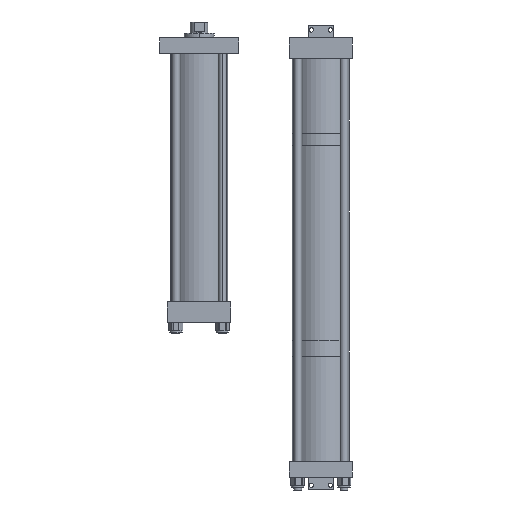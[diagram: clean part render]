
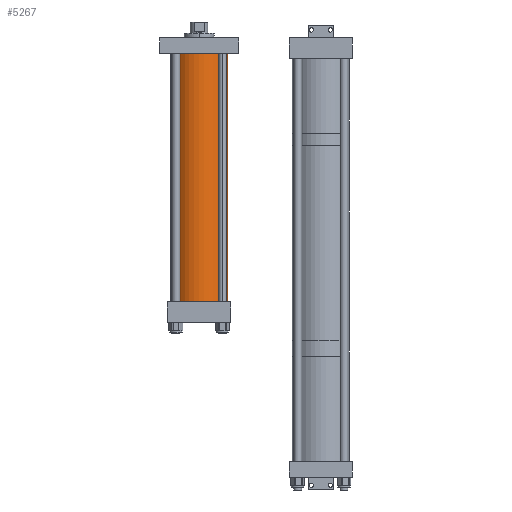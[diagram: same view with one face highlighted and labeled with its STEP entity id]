
A CAD part, front view. The second image highlights one B-rep face of the part: STEP entity #5267.
In plain terms, the highlighted cylindrical face has radius 57.15 mm (diameter 114.3 mm), a partial arc.
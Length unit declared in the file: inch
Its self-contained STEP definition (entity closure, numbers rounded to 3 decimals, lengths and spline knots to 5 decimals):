
#359 = DIRECTION ( 'NONE',  ( 0., 0., -1. ) ) ;
#487 = CIRCLE ( 'NONE', #10384, 2.25 ) ;
#564 = ORIENTED_EDGE ( 'NONE', *, *, #10561, .T. ) ;
#850 = VERTEX_POINT ( 'NONE', #2320 ) ;
#1405 = ORIENTED_EDGE ( 'NONE', *, *, #8669, .F. ) ;
#1482 = CARTESIAN_POINT ( 'NONE',  ( 2.25, 0., 0. ) ) ;
#1515 = LINE ( 'NONE', #3285, #4601 ) ;
#1530 = VECTOR ( 'NONE', #8980, 39.37008 ) ;
#2123 = CARTESIAN_POINT ( 'NONE',  ( 0., 0., 0. ) ) ;
#2320 = CARTESIAN_POINT ( 'NONE',  ( 2.25, 0., 19.625 ) ) ;
#2936 = CARTESIAN_POINT ( 'NONE',  ( -2.25, 0., 19.625 ) ) ;
#3285 = CARTESIAN_POINT ( 'NONE',  ( 2.25, 0., 19.625 ) ) ;
#3524 = CARTESIAN_POINT ( 'NONE',  ( 0., 0., 19.625 ) ) ;
#3604 = FACE_OUTER_BOUND ( 'NONE', #6341, .T. ) ;
#3606 = VERTEX_POINT ( 'NONE', #1482 ) ;
#3939 = CYLINDRICAL_SURFACE ( 'NONE', #9209, 2.25 ) ;
#4601 = VECTOR ( 'NONE', #11982, 39.37008 ) ;
#4722 = EDGE_CURVE ( 'NONE', #13379, #8862, #10398, .T. ) ;
#5267 = ADVANCED_FACE ( 'NONE', ( #3604 ), #3939, .T. ) ;
#5754 = EDGE_CURVE ( 'NONE', #13379, #850, #487, .T. ) ;
#6341 = EDGE_LOOP ( 'NONE', ( #1405, #7727, #13588, #564 ) ) ;
#6510 = DIRECTION ( 'NONE',  ( 1., 0., 0. ) ) ;
#6593 = CIRCLE ( 'NONE', #8927, 2.25 ) ;
#6875 = CARTESIAN_POINT ( 'NONE',  ( -2.25, 0., 19.625 ) ) ;
#7727 = ORIENTED_EDGE ( 'NONE', *, *, #5754, .F. ) ;
#8009 = DIRECTION ( 'NONE',  ( -1., 0., 0. ) ) ;
#8049 = DIRECTION ( 'NONE',  ( 0., 0., 1. ) ) ;
#8669 = EDGE_CURVE ( 'NONE', #850, #3606, #1515, .T. ) ;
#8800 = DIRECTION ( 'NONE',  ( 0., 0., 1. ) ) ;
#8862 = VERTEX_POINT ( 'NONE', #9039 ) ;
#8927 = AXIS2_PLACEMENT_3D ( 'NONE', #2123, #8800, #6510 ) ;
#8980 = DIRECTION ( 'NONE',  ( 0., 0., -1. ) ) ;
#9039 = CARTESIAN_POINT ( 'NONE',  ( -2.25, 0., 0. ) ) ;
#9131 = DIRECTION ( 'NONE',  ( 1., 0., 0. ) ) ;
#9209 = AXIS2_PLACEMENT_3D ( 'NONE', #10367, #359, #8009 ) ;
#10367 = CARTESIAN_POINT ( 'NONE',  ( 0., 0., 19.625 ) ) ;
#10384 = AXIS2_PLACEMENT_3D ( 'NONE', #3524, #8049, #9131 ) ;
#10398 = LINE ( 'NONE', #6875, #1530 ) ;
#10561 = EDGE_CURVE ( 'NONE', #8862, #3606, #6593, .T. ) ;
#11982 = DIRECTION ( 'NONE',  ( 0., 0., -1. ) ) ;
#13379 = VERTEX_POINT ( 'NONE', #2936 ) ;
#13588 = ORIENTED_EDGE ( 'NONE', *, *, #4722, .T. ) ;
